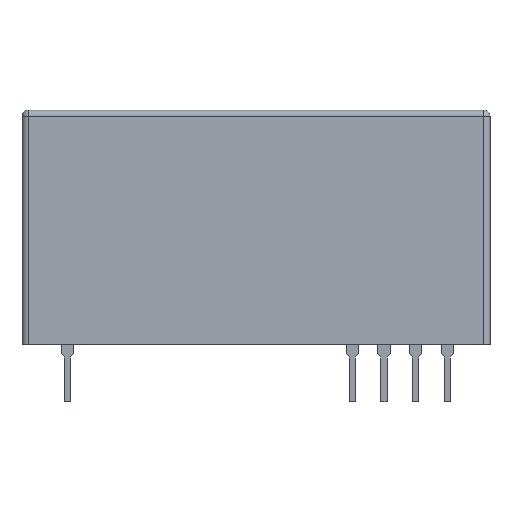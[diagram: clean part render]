
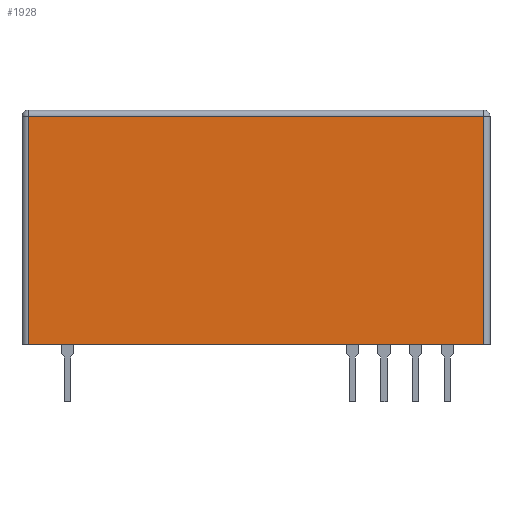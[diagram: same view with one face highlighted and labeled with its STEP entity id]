
A CAD part, front view. The second image highlights one B-rep face of the part: STEP entity #1928.
In plain terms, the highlighted planar face has unit normal (0, -1, 0).
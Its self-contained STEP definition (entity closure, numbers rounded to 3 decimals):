
#1540=CARTESIAN_POINT('',(18.28,-2.41,19.31));
#1541=VERTEX_POINT('',#1540);
#1599=CARTESIAN_POINT('',(-18.28,-2.41,19.31));
#1600=VERTEX_POINT('',#1599);
#1658=CARTESIAN_POINT('',(-18.28,-2.41,1.0));
#1659=VERTEX_POINT('',#1658);
#1667=CARTESIAN_POINT('',(-18.28,-2.41,1.0));
#1668=DIRECTION('',(0.0,0.0,1.0));
#1669=VECTOR('',#1668,18.31);
#1670=LINE('',#1667,#1669);
#1671=EDGE_CURVE('',#1659,#1600,#1670,.T.);
#1689=CARTESIAN_POINT('',(-18.28,-2.41,19.31));
#1690=DIRECTION('',(1.0,0.0,0.0));
#1691=VECTOR('',#1690,36.56);
#1692=LINE('',#1689,#1691);
#1693=EDGE_CURVE('',#1600,#1541,#1692,.T.);
#1764=CARTESIAN_POINT('',(18.28,-2.41,1.0));
#1765=VERTEX_POINT('',#1764);
#1782=CARTESIAN_POINT('',(18.28,-2.41,19.31));
#1783=DIRECTION('',(0.0,0.0,-1.0));
#1784=VECTOR('',#1783,18.31);
#1785=LINE('',#1782,#1784);
#1786=EDGE_CURVE('',#1541,#1765,#1785,.T.);
#1889=CARTESIAN_POINT('',(18.28,-2.41,1.0));
#1890=DIRECTION('',(-1.0,0.0,0.0));
#1891=VECTOR('',#1890,36.56);
#1892=LINE('',#1889,#1891);
#1893=EDGE_CURVE('',#1765,#1659,#1892,.T.);
#1917=CARTESIAN_POINT('',(18.78,-2.41,1.0));
#1918=DIRECTION('',(0.0,-1.0,0.0));
#1919=DIRECTION('',(0.0,0.0,-1.0));
#1920=AXIS2_PLACEMENT_3D('',#1917,#1918,#1919);
#1921=PLANE('',#1920);
#1922=ORIENTED_EDGE('',*,*,#1671,.F.);
#1923=ORIENTED_EDGE('',*,*,#1893,.F.);
#1924=ORIENTED_EDGE('',*,*,#1786,.F.);
#1925=ORIENTED_EDGE('',*,*,#1693,.F.);
#1926=EDGE_LOOP('',(#1922,#1923,#1924,#1925));
#1927=FACE_OUTER_BOUND('',#1926,.T.);
#1928=ADVANCED_FACE('',(#1927),#1921,.T.);
